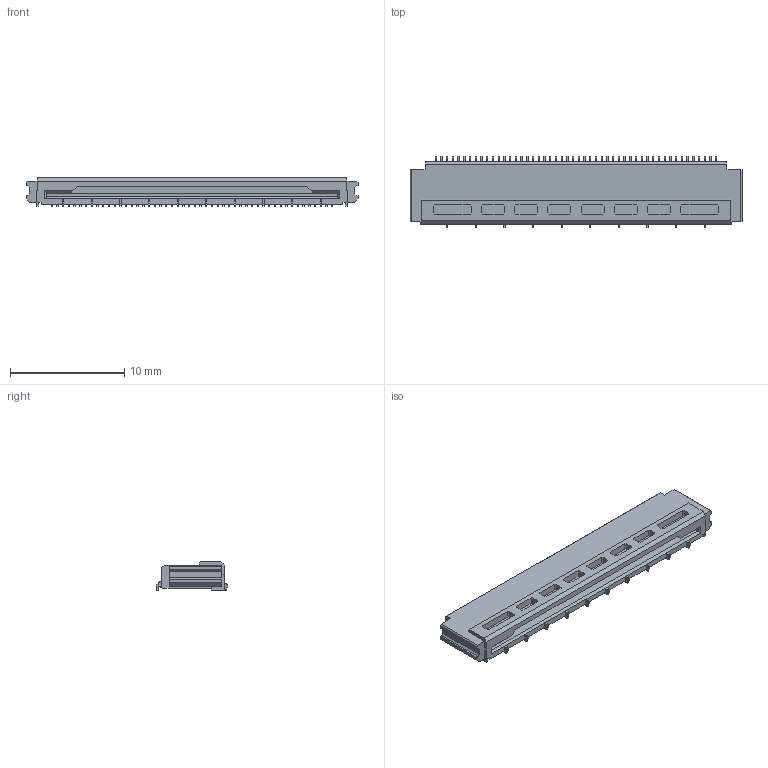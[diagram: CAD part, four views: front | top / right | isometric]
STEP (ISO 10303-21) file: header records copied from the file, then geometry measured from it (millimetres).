
FILE_DESCRIPTION(('CoCreate Modeling STEP Export'),'2;1');
FILE_NAME('0.5-22-50Pin-101068-X050X0-HF.stp','2016-11-21T20:02:33',(''),(''),'CoCreate Modeling STEP processor for AP214 (Solid Model)','CoCreate Modeling 16.00 13-May-2008 (C) Parametric Technology GmbH','');
FILE_SCHEMA(('AUTOMOTIVE_DESIGN { 1 0 10303 214 1 1 1 1 }'));
Length unit declared in the file: millimetre
Products named in the file (2): 0.5-22-50Pin
Assembly tree (1 placements, depth 2):
  0.5-22-50Pin
    0.5-22-50Pin
Bounding box: 29 x 6.28 x 2.5 mm (x, y, z)
Volume: 275.7 mm3; surface area: 785.4 mm2
Topology: 1 solids, 1 shells, 1237 faces, 3528 edges, 2352 vertices
Faces by surface type: plane 761, cylinder 476
Entity records: 40973 total; most frequent: CARTESIAN_POINT 7114, ORIENTED_EDGE 7056, DIRECTION 6951, EDGE_CURVE 3528, VECTOR 2573, LINE 2573, VERTEX_POINT 2352, AXIS2_PLACEMENT_3D 2189
